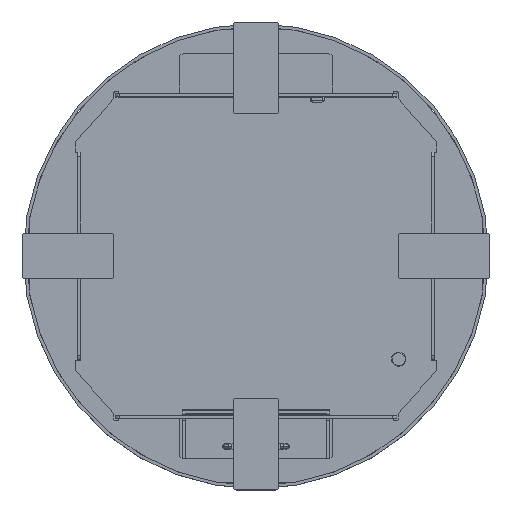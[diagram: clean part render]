
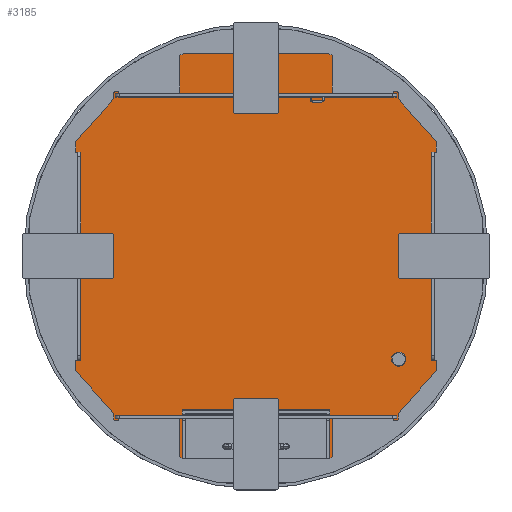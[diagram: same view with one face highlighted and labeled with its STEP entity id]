
A CAD part, top view. The second image highlights one B-rep face of the part: STEP entity #3185.
In plain terms, the highlighted face is planar.
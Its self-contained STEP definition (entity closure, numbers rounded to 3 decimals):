
#2859=CARTESIAN_POINT('',(0.,0.,0.));
#2860=DIRECTION('',(0.,0.,-1.));
#2861=DIRECTION('',(0.951,-0.31,0.));
#2862=AXIS2_PLACEMENT_3D('',#2859,#2860,#2861);
#2869=CARTESIAN_POINT('',(139.005,-45.3,0.));
#2870=DIRECTION('',(0.,0.,1.));
#2871=DIRECTION('',(0.951,-0.31,0.));
#2872=AXIS2_PLACEMENT_3D('',#2869,#2870,#2871);
#2874=DIRECTION('',(-1.,0.,0.));
#2875=VECTOR('',#2874,4.855);
#2876=CARTESIAN_POINT('',(139.005,-44.3,0.));
#2877=LINE('',#2876,#2875);
#2878=DIRECTION('',(0.,-1.,0.));
#2879=VECTOR('',#2878,4.);
#2880=CARTESIAN_POINT('',(134.15,-44.3,0.));
#2881=LINE('',#2880,#2879);
#2882=DIRECTION('',(-1.,0.,0.));
#2883=VECTOR('',#2882,33.);
#2884=CARTESIAN_POINT('',(134.15,-48.3,0.));
#2885=LINE('',#2884,#2883);
#2886=CARTESIAN_POINT('',(101.15,-47.3,0.));
#2887=DIRECTION('',(0.,0.,-1.));
#2888=DIRECTION('',(0.,-1.,0.));
#2889=AXIS2_PLACEMENT_3D('',#2886,#2887,#2888);
#2891=DIRECTION('',(0.,1.,0.));
#2892=VECTOR('',#2891,94.6);
#2893=CARTESIAN_POINT('',(100.15,-47.3,0.));
#2894=LINE('',#2893,#2892);
#2895=CARTESIAN_POINT('',(101.15,47.3,0.));
#2896=DIRECTION('',(0.,0.,-1.));
#2897=DIRECTION('',(-1.,0.,0.));
#2898=AXIS2_PLACEMENT_3D('',#2895,#2896,#2897);
#2900=DIRECTION('',(1.,0.,0.));
#2901=VECTOR('',#2900,33.);
#2902=CARTESIAN_POINT('',(101.15,48.3,0.));
#2903=LINE('',#2902,#2901);
#2904=DIRECTION('',(0.,-1.,0.));
#2905=VECTOR('',#2904,4.);
#2906=CARTESIAN_POINT('',(134.15,48.3,0.));
#2907=LINE('',#2906,#2905);
#2908=DIRECTION('',(1.,0.,0.));
#2909=VECTOR('',#2908,4.855);
#2910=CARTESIAN_POINT('',(134.15,44.3,0.));
#2911=LINE('',#2910,#2909);
#2912=CARTESIAN_POINT('',(139.005,45.3,0.));
#2913=DIRECTION('',(0.,0.,1.));
#2914=DIRECTION('',(0.,-1.,0.));
#2915=AXIS2_PLACEMENT_3D('',#2912,#2913,#2914);
#2917=CARTESIAN_POINT('',(67.365,-93.386,0.));
#2918=DIRECTION('',(0.,0.,-1.));
#2919=DIRECTION('',(-1.,0.,0.));
#2920=AXIS2_PLACEMENT_3D('',#2917,#2918,#2919);
#2922=CARTESIAN_POINT('',(67.365,-93.386,0.));
#2923=DIRECTION('',(0.,0.,-1.));
#2924=DIRECTION('',(1.,0.,0.));
#2925=AXIS2_PLACEMENT_3D('',#2922,#2923,#2924);
#3089=CARTESIAN_POINT('',(100.15,-47.3,0.));
#3090=CARTESIAN_POINT('',(100.15,47.3,0.));
#3091=VERTEX_POINT('',#3089);
#3092=VERTEX_POINT('',#3090);
#3093=CARTESIAN_POINT('',(101.15,48.3,0.));
#3094=VERTEX_POINT('',#3093);
#3095=CARTESIAN_POINT('',(134.15,48.3,0.));
#3096=VERTEX_POINT('',#3095);
#3097=CARTESIAN_POINT('',(134.15,44.3,0.));
#3098=VERTEX_POINT('',#3097);
#3099=CARTESIAN_POINT('',(139.005,44.3,0.));
#3100=VERTEX_POINT('',#3099);
#3101=CARTESIAN_POINT('',(139.005,-44.3,0.));
#3102=CARTESIAN_POINT('',(134.15,-44.3,0.));
#3103=VERTEX_POINT('',#3101);
#3104=VERTEX_POINT('',#3102);
#3105=CARTESIAN_POINT('',(134.15,-48.3,0.));
#3106=VERTEX_POINT('',#3105);
#3107=CARTESIAN_POINT('',(101.15,-48.3,0.));
#3108=VERTEX_POINT('',#3107);
#3109=CARTESIAN_POINT('',(62.665,-93.386,0.));
#3110=CARTESIAN_POINT('',(72.065,-93.386,0.));
#3111=VERTEX_POINT('',#3109);
#3112=VERTEX_POINT('',#3110);
#3114=CARTESIAN_POINT('',(139.956,45.61,0.));
#3116=VERTEX_POINT('',#3114);
#3117=CARTESIAN_POINT('',(139.956,-45.61,0.));
#3119=VERTEX_POINT('',#3117);
#3149=CARTESIAN_POINT('',(101.15,47.3,0.));
#3150=DIRECTION('',(0.,0.,-1.));
#3151=DIRECTION('',(-1.,0.,0.));
#3152=AXIS2_PLACEMENT_3D('',#3149,#3150,#3151);
#3153=PLANE('',#3152);
#3154=ORIENTED_EDGE('',*,*,#3138,.F.);
#3156=ORIENTED_EDGE('',*,*,#3155,.T.);
#3158=ORIENTED_EDGE('',*,*,#3157,.T.);
#3160=ORIENTED_EDGE('',*,*,#3159,.T.);
#3162=ORIENTED_EDGE('',*,*,#3161,.T.);
#3164=ORIENTED_EDGE('',*,*,#3163,.T.);
#3166=ORIENTED_EDGE('',*,*,#3165,.T.);
#3168=ORIENTED_EDGE('',*,*,#3167,.T.);
#3170=ORIENTED_EDGE('',*,*,#3169,.T.);
#3172=ORIENTED_EDGE('',*,*,#3171,.T.);
#3174=ORIENTED_EDGE('',*,*,#3173,.T.);
#3176=ORIENTED_EDGE('',*,*,#3175,.T.);
#3177=EDGE_LOOP('',(#3154,#3156,#3158,#3160,#3162,#3164,#3166,#3168,#3170,#3172,
#3174,#3176));
#3178=FACE_OUTER_BOUND('',#3177,.F.);
#3180=ORIENTED_EDGE('',*,*,#3179,.T.);
#3182=ORIENTED_EDGE('',*,*,#3181,.T.);
#3183=EDGE_LOOP('',(#3180,#3182));
#3184=FACE_BOUND('',#3183,.F.);
#3185=ADVANCED_FACE('',(#3178,#3184),#3153,.T.);
#2863=CIRCLE('',#2862,147.2);
#2873=CIRCLE('',#2872,1.);
#2890=CIRCLE('',#2889,1.);
#2899=CIRCLE('',#2898,1.);
#2916=CIRCLE('',#2915,1.);
#2921=CIRCLE('',#2920,4.7);
#2926=CIRCLE('',#2925,4.7);
#3138=EDGE_CURVE('',#3119,#3116,#2863,.T.);
#3155=EDGE_CURVE('',#3119,#3103,#2873,.T.);
#3157=EDGE_CURVE('',#3103,#3104,#2877,.T.);
#3159=EDGE_CURVE('',#3104,#3106,#2881,.T.);
#3161=EDGE_CURVE('',#3106,#3108,#2885,.T.);
#3163=EDGE_CURVE('',#3108,#3091,#2890,.T.);
#3165=EDGE_CURVE('',#3091,#3092,#2894,.T.);
#3167=EDGE_CURVE('',#3092,#3094,#2899,.T.);
#3169=EDGE_CURVE('',#3094,#3096,#2903,.T.);
#3171=EDGE_CURVE('',#3096,#3098,#2907,.T.);
#3173=EDGE_CURVE('',#3098,#3100,#2911,.T.);
#3175=EDGE_CURVE('',#3100,#3116,#2916,.T.);
#3179=EDGE_CURVE('',#3111,#3112,#2921,.T.);
#3181=EDGE_CURVE('',#3112,#3111,#2926,.T.);
